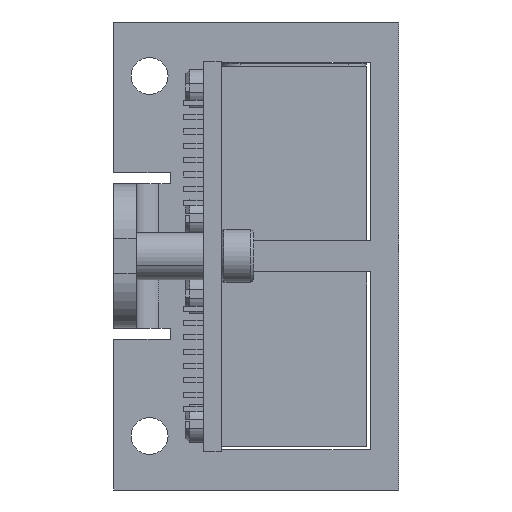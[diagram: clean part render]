
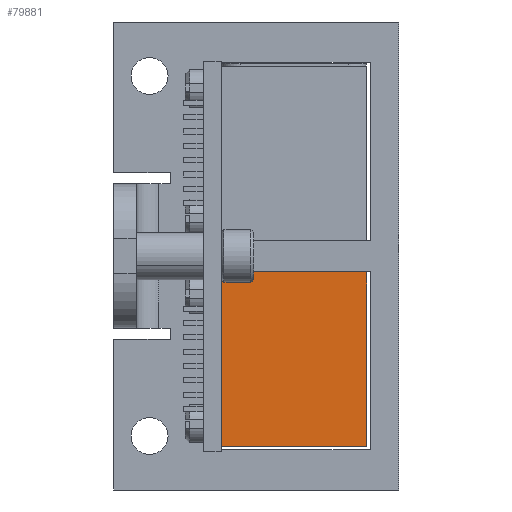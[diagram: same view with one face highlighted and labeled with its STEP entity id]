
A CAD part, front view. The second image highlights one B-rep face of the part: STEP entity #79881.
In plain terms, the highlighted face is planar.
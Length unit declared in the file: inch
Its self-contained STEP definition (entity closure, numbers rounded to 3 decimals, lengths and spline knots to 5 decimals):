
#298 = VERTEX_POINT ( 'NONE', #48369 ) ;
#3245 = EDGE_CURVE ( 'NONE', #54226, #298, #108205, .T. ) ;
#4771 = EDGE_CURVE ( 'NONE', #38758, #55478, #13009, .T. ) ;
#6126 = VECTOR ( 'NONE', #114502, 39.37008 ) ;
#8279 = DIRECTION ( 'NONE',  ( 0., 0., 1. ) ) ;
#12523 = CARTESIAN_POINT ( 'NONE',  ( 0.3025, 0.2525, 0. ) ) ;
#13009 = LINE ( 'NONE', #58881, #6126 ) ;
#15604 = ORIENTED_EDGE ( 'NONE', *, *, #61224, .F. ) ;
#15974 = ORIENTED_EDGE ( 'NONE', *, *, #106566, .F. ) ;
#16467 = ORIENTED_EDGE ( 'NONE', *, *, #3245, .F. ) ;
#38758 = VERTEX_POINT ( 'NONE', #12523 ) ;
#46047 = VECTOR ( 'NONE', #124973, 39.37008 ) ;
#48245 = EDGE_LOOP ( 'NONE', ( #15604, #70850, #15974, #16467 ) ) ;
#48369 = CARTESIAN_POINT ( 'NONE',  ( 0.3025, -0.2525, 0. ) ) ;
#54226 = VERTEX_POINT ( 'NONE', #120392 ) ;
#55478 = VERTEX_POINT ( 'NONE', #73004 ) ;
#58881 = CARTESIAN_POINT ( 'NONE',  ( -0.3025, 0.2525, 0. ) ) ;
#61224 = EDGE_CURVE ( 'NONE', #55478, #54226, #97468, .T. ) ;
#65314 = VECTOR ( 'NONE', #99441, 39.37008 ) ;
#67323 = CARTESIAN_POINT ( 'NONE',  ( -0.3025, -0.2525, 0. ) ) ;
#70850 = ORIENTED_EDGE ( 'NONE', *, *, #4771, .F. ) ;
#73004 = CARTESIAN_POINT ( 'NONE',  ( -0.3025, 0.2525, 0. ) ) ;
#74507 = DIRECTION ( 'NONE',  ( 1., 0., 0. ) ) ;
#79881 = ADVANCED_FACE ( 'NONE', ( #115679 ), #119128, .F. ) ;
#97468 = LINE ( 'NONE', #122129, #46047 ) ;
#99441 = DIRECTION ( 'NONE',  ( 1., 0., 0. ) ) ;
#100394 = DIRECTION ( 'NONE',  ( 0., 1., 0. ) ) ;
#104465 = AXIS2_PLACEMENT_3D ( 'NONE', #118649, #8279, #74507 ) ;
#106566 = EDGE_CURVE ( 'NONE', #298, #38758, #107228, .T. ) ;
#107228 = LINE ( 'NONE', #121566, #119248 ) ;
#108205 = LINE ( 'NONE', #67323, #65314 ) ;
#114502 = DIRECTION ( 'NONE',  ( -1., 0., 0. ) ) ;
#115679 = FACE_OUTER_BOUND ( 'NONE', #48245, .T. ) ;
#118649 = CARTESIAN_POINT ( 'NONE',  ( -0.3025, -0.2525, 0. ) ) ;
#119128 = PLANE ( 'NONE',  #104465 ) ;
#119248 = VECTOR ( 'NONE', #100394, 39.37008 ) ;
#120392 = CARTESIAN_POINT ( 'NONE',  ( -0.3025, -0.2525, 0. ) ) ;
#121566 = CARTESIAN_POINT ( 'NONE',  ( 0.3025, 0.2525, 0. ) ) ;
#122129 = CARTESIAN_POINT ( 'NONE',  ( -0.3025, 0.2525, 0. ) ) ;
#124973 = DIRECTION ( 'NONE',  ( 0., -1., 0. ) ) ;
